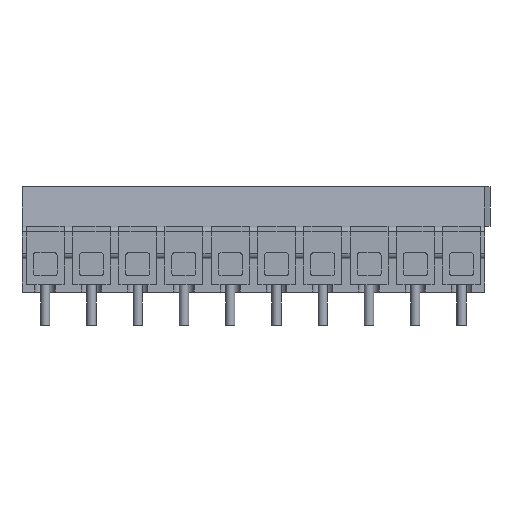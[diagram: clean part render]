
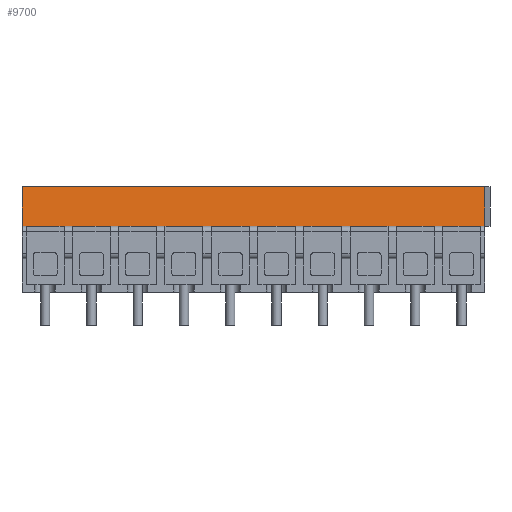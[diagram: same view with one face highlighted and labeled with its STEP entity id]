
A CAD part, front view. The second image highlights one B-rep face of the part: STEP entity #9700.
In plain terms, the highlighted planar face has unit normal (0, -0.993, 0.122).
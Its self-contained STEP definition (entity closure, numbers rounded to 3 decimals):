
#376 = PLANE('',#377);
#377 = AXIS2_PLACEMENT_3D('',#378,#379,#380);
#378 = CARTESIAN_POINT('',(22.5,-3.905,7.1));
#379 = DIRECTION('',(0.,0.,1.));
#380 = DIRECTION('',(0.,1.,0.));
#1850 = VERTEX_POINT('',#1851);
#1851 = CARTESIAN_POINT('',(47.5,-3.506,7.1));
#1865 = PLANE('',#1866);
#1866 = AXIS2_PLACEMENT_3D('',#1867,#1868,#1869);
#1867 = CARTESIAN_POINT('',(47.5,-0.291,5.692));
#1868 = DIRECTION('',(1.,0.,0.));
#1869 = DIRECTION('',(0.,0.,1.));
#1877 = EDGE_CURVE('',#1878,#1850,#1880,.T.);
#1878 = VERTEX_POINT('',#1879);
#1879 = CARTESIAN_POINT('',(-2.5,-3.506,7.1));
#1880 = SURFACE_CURVE('',#1881,(#1885,#1892),.PCURVE_S1.);
#1881 = LINE('',#1882,#1883);
#1882 = CARTESIAN_POINT('',(-2.5,-3.506,7.1));
#1883 = VECTOR('',#1884,1.);
#1884 = DIRECTION('',(1.,0.,0.));
#1885 = PCURVE('',#376,#1886);
#1886 = DEFINITIONAL_REPRESENTATION('',(#1887),#1891);
#1887 = LINE('',#1888,#1889);
#1888 = CARTESIAN_POINT('',(0.399,25.));
#1889 = VECTOR('',#1890,1.);
#1890 = DIRECTION('',(0.,-1.));
#1891 = ( GEOMETRIC_REPRESENTATION_CONTEXT(2)
PARAMETRIC_REPRESENTATION_CONTEXT() REPRESENTATION_CONTEXT('2D SPACE',''
) );
#1892 = PCURVE('',#1893,#1898);
#1893 = PLANE('',#1894);
#1894 = AXIS2_PLACEMENT_3D('',#1895,#1896,#1897);
#1895 = CARTESIAN_POINT('',(-2.5,-2.976,11.4));
#1896 = DIRECTION('',(0.,0.992,-0.122));
#1897 = DIRECTION('',(0.,-0.122,-0.992));
#1898 = DEFINITIONAL_REPRESENTATION('',(#1899),#1903);
#1899 = LINE('',#1900,#1901);
#1900 = CARTESIAN_POINT('',(4.333,0.));
#1901 = VECTOR('',#1902,1.);
#1902 = DIRECTION('',(0.,-1.));
#1903 = ( GEOMETRIC_REPRESENTATION_CONTEXT(2)
PARAMETRIC_REPRESENTATION_CONTEXT() REPRESENTATION_CONTEXT('2D SPACE',''
) );
#1921 = PLANE('',#1922);
#1922 = AXIS2_PLACEMENT_3D('',#1923,#1924,#1925);
#1923 = CARTESIAN_POINT('',(-2.5,-0.291,5.692));
#1924 = DIRECTION('',(-1.,-0.,-0.));
#1925 = DIRECTION('',(0.,0.,-1.));
#9431 = PLANE('',#9432);
#9432 = AXIS2_PLACEMENT_3D('',#9433,#9434,#9435);
#9433 = CARTESIAN_POINT('',(22.525,-0.003,11.4));
#9434 = DIRECTION('',(0.,0.,1.));
#9435 = DIRECTION('',(0.,1.,0.));
#9635 = VERTEX_POINT('',#9636);
#9636 = CARTESIAN_POINT('',(47.5,-2.976,11.4));
#9657 = EDGE_CURVE('',#9635,#1850,#9658,.T.);
#9658 = SURFACE_CURVE('',#9659,(#9663,#9670),.PCURVE_S1.);
#9659 = LINE('',#9660,#9661);
#9660 = CARTESIAN_POINT('',(47.5,-2.976,11.4));
#9661 = VECTOR('',#9662,1.);
#9662 = DIRECTION('',(0.,-0.122,-0.992));
#9663 = PCURVE('',#1865,#9664);
#9664 = DEFINITIONAL_REPRESENTATION('',(#9665),#9669);
#9665 = LINE('',#9666,#9667);
#9666 = CARTESIAN_POINT('',(5.708,2.685));
#9667 = VECTOR('',#9668,1.);
#9668 = DIRECTION('',(-0.992,0.122));
#9669 = ( GEOMETRIC_REPRESENTATION_CONTEXT(2)
PARAMETRIC_REPRESENTATION_CONTEXT() REPRESENTATION_CONTEXT('2D SPACE',''
) );
#9670 = PCURVE('',#1893,#9671);
#9671 = DEFINITIONAL_REPRESENTATION('',(#9672),#9676);
#9672 = LINE('',#9673,#9674);
#9673 = CARTESIAN_POINT('',(0.,-50.));
#9674 = VECTOR('',#9675,1.);
#9675 = DIRECTION('',(1.,0.));
#9676 = ( GEOMETRIC_REPRESENTATION_CONTEXT(2)
PARAMETRIC_REPRESENTATION_CONTEXT() REPRESENTATION_CONTEXT('2D SPACE',''
) );
#9700 = ADVANCED_FACE('',(#9701),#1893,.F.);
#9701 = FACE_BOUND('',#9702,.F.);
#9702 = EDGE_LOOP('',(#9703,#9726,#9727,#9728));
#9703 = ORIENTED_EDGE('',*,*,#9704,.T.);
#9704 = EDGE_CURVE('',#9705,#9635,#9707,.T.);
#9705 = VERTEX_POINT('',#9706);
#9706 = CARTESIAN_POINT('',(-2.5,-2.976,11.4));
#9707 = SURFACE_CURVE('',#9708,(#9712,#9719),.PCURVE_S1.);
#9708 = LINE('',#9709,#9710);
#9709 = CARTESIAN_POINT('',(-2.5,-2.976,11.4));
#9710 = VECTOR('',#9711,1.);
#9711 = DIRECTION('',(1.,0.,0.));
#9712 = PCURVE('',#1893,#9713);
#9713 = DEFINITIONAL_REPRESENTATION('',(#9714),#9718);
#9714 = LINE('',#9715,#9716);
#9715 = CARTESIAN_POINT('',(0.,0.));
#9716 = VECTOR('',#9717,1.);
#9717 = DIRECTION('',(0.,-1.));
#9718 = ( GEOMETRIC_REPRESENTATION_CONTEXT(2)
PARAMETRIC_REPRESENTATION_CONTEXT() REPRESENTATION_CONTEXT('2D SPACE',''
) );
#9719 = PCURVE('',#9431,#9720);
#9720 = DEFINITIONAL_REPRESENTATION('',(#9721),#9725);
#9721 = LINE('',#9722,#9723);
#9722 = CARTESIAN_POINT('',(-2.973,25.025));
#9723 = VECTOR('',#9724,1.);
#9724 = DIRECTION('',(0.,-1.));
#9725 = ( GEOMETRIC_REPRESENTATION_CONTEXT(2)
PARAMETRIC_REPRESENTATION_CONTEXT() REPRESENTATION_CONTEXT('2D SPACE',''
) );
#9726 = ORIENTED_EDGE('',*,*,#9657,.T.);
#9727 = ORIENTED_EDGE('',*,*,#1877,.F.);
#9728 = ORIENTED_EDGE('',*,*,#9729,.F.);
#9729 = EDGE_CURVE('',#9705,#1878,#9730,.T.);
#9730 = SURFACE_CURVE('',#9731,(#9735,#9742),.PCURVE_S1.);
#9731 = LINE('',#9732,#9733);
#9732 = CARTESIAN_POINT('',(-2.5,-2.976,11.4));
#9733 = VECTOR('',#9734,1.);
#9734 = DIRECTION('',(0.,-0.122,-0.992));
#9735 = PCURVE('',#1893,#9736);
#9736 = DEFINITIONAL_REPRESENTATION('',(#9737),#9741);
#9737 = LINE('',#9738,#9739);
#9738 = CARTESIAN_POINT('',(0.,0.));
#9739 = VECTOR('',#9740,1.);
#9740 = DIRECTION('',(1.,0.));
#9741 = ( GEOMETRIC_REPRESENTATION_CONTEXT(2)
PARAMETRIC_REPRESENTATION_CONTEXT() REPRESENTATION_CONTEXT('2D SPACE',''
) );
#9742 = PCURVE('',#1921,#9743);
#9743 = DEFINITIONAL_REPRESENTATION('',(#9744),#9748);
#9744 = LINE('',#9745,#9746);
#9745 = CARTESIAN_POINT('',(-5.708,2.685));
#9746 = VECTOR('',#9747,1.);
#9747 = DIRECTION('',(0.992,0.122));
#9748 = ( GEOMETRIC_REPRESENTATION_CONTEXT(2)
PARAMETRIC_REPRESENTATION_CONTEXT() REPRESENTATION_CONTEXT('2D SPACE',''
) );
